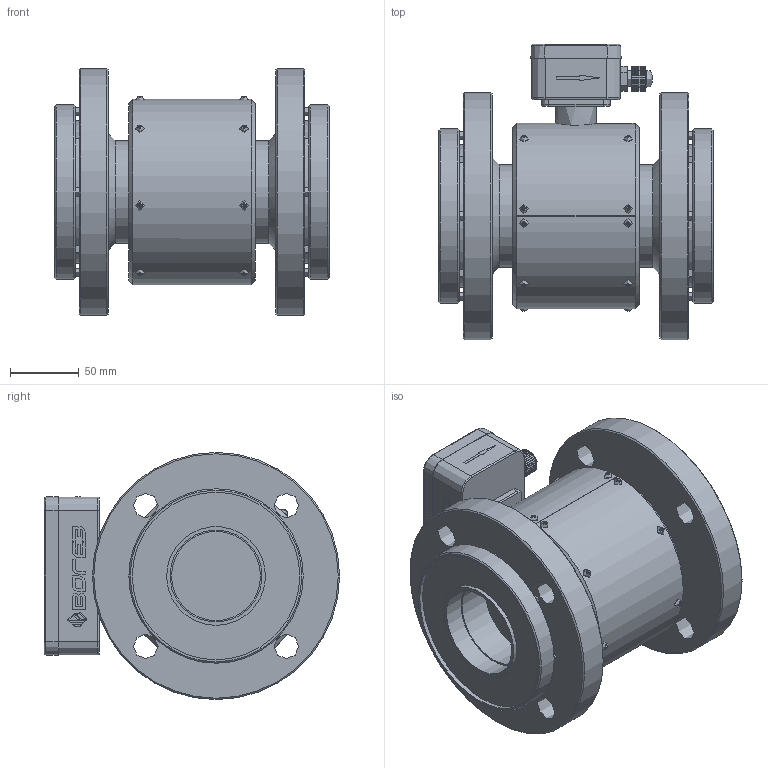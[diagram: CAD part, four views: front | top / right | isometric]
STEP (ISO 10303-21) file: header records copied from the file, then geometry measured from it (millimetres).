
FILE_DESCRIPTION(/* description */ (''),/* implementation_level */ '2;1');
FILE_NAME(/* name */ 'DN65.stp',/* time_stamp */ '2015-07-29T09:19:27+03:00',/* author */ ('ZavodPSI'),/* organization */ (''),/* preprocessor_version */ 'ST-DEVELOPER v15.6',/* originating_system */ 'Autodesk Inventor 2015',/* authorisation */ '');
FILE_SCHEMA (('AUTOMOTIVE_DESIGN { 1 0 10303 214 3 1 1 }'));
Length unit declared in the file: millimetre
Products named in the file (1): DN65
Bounding box: 200 x 215 x 180 mm (x, y, z)
Volume: 2914856.4 mm3; surface area: 296023.8 mm2
Topology: 23 solids, 23 shells, 854 faces, 2195 edges, 1440 vertices
Faces by surface type: plane 625, cylinder 157, cone 26, bspline 20, sphere 16, torus 10
Full cylindrical faces by diameter (mm): 4 x20, 6 x18, 7 x16, 10 x1, 12 x1, 14 x1, 18 x8, 30 x1, 65 x2, 67 x2, 72 x2, 75 x2, 104 x2, 122 x2, 127 x2, 180 x2
Entity records: 27360 total; most frequent: CARTESIAN_POINT 6177, DIRECTION 4350, ORIENTED_EDGE 4102, EDGE_CURVE 2051, AXIS2_PLACEMENT_3D 1504, VERTEX_POINT 1422, LINE 1342, VECTOR 1342
